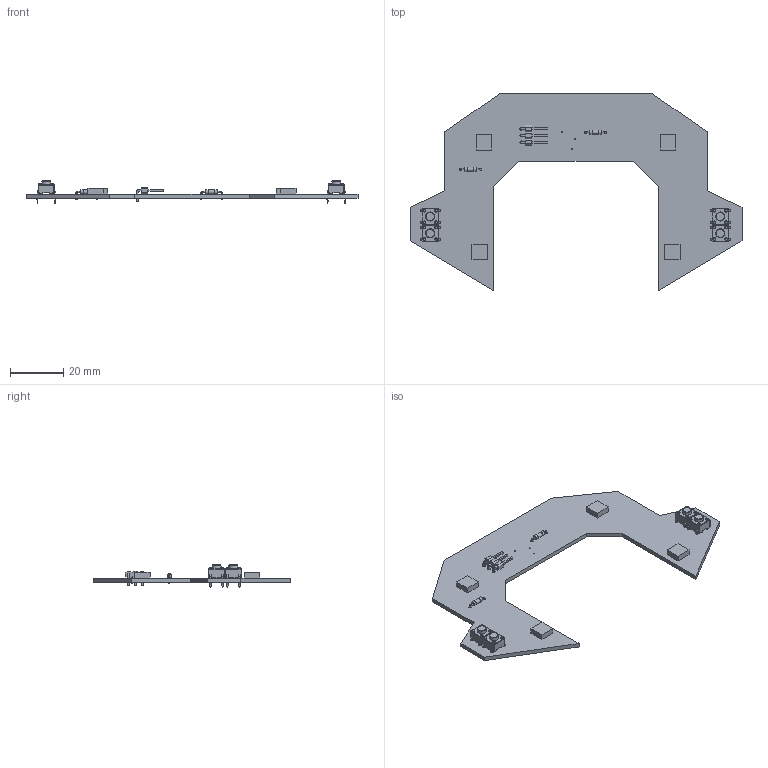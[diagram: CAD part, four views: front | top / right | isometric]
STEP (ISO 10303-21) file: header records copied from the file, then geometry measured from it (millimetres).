
FILE_DESCRIPTION(/* description */ (''),/* implementation_level */ '2;1');
FILE_NAME(/* name */ '54829c27-38fe-4835-bf66-a85bc8a4f31b.stp',/* time_stamp */ '2021-01-05T06:11:07+00:00',/* author */ (''),/* organization */ (''),/* preprocessor_version */ 'ST-DEVELOPER v18.1',/* originating_system */ 'Autodesk Translation Framework v9.7.1.1290',/* authorisation */ '');
FILE_SCHEMA (('AUTOMOTIVE_DESIGN { 1 0 10303 214 3 1 1 }'));
Length unit declared in the file: millimetre
Products named in the file (7): 54829c27-38fe-4835-bf66-a85bc8a4f31b; PCB Component; Board; 10k; B3F-10XX; 1X03/90; MOUNT-PAD-ROUND3.6
Assembly tree (13 placements, depth 3):
  54829c27-38fe-4835-bf66-a85bc8a4f31b
    PCB Component
      Board
      10k  x2
      B3F-10XX  x4
      1X03/90
      MOUNT-PAD-ROUND3.6  x4
Bounding box: 125 x 74.35 x 8.33 mm (x, y, z)
Volume: 7760.5 mm3; surface area: 11150.7 mm2
Topology: 12 solids, 12 shells, 1294 faces, 3162 edges, 1830 vertices
Faces by surface type: cylinder 546, plane 484, torus 148, sphere 96, bspline 16, cone 4
Full cylindrical faces by diameter (mm): 0.35 x3, 0.5 x8, 0.813 x4, 1.016 x19, 1.092 x16, 1.52 x2, 1.6 x4, 3.6 x4
Entity records: 13240 total; most frequent: DIRECTION 2370, CARTESIAN_POINT 2182, ORIENTED_EDGE 2106, EDGE_CURVE 1053, AXIS2_PLACEMENT_3D 866, VERTEX_POINT 642, LINE 638, VECTOR 638
